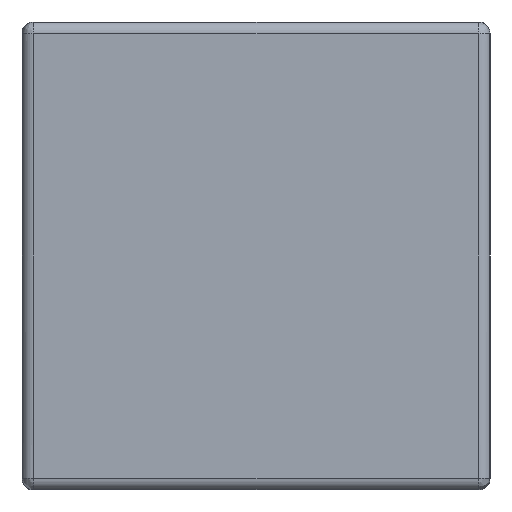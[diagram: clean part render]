
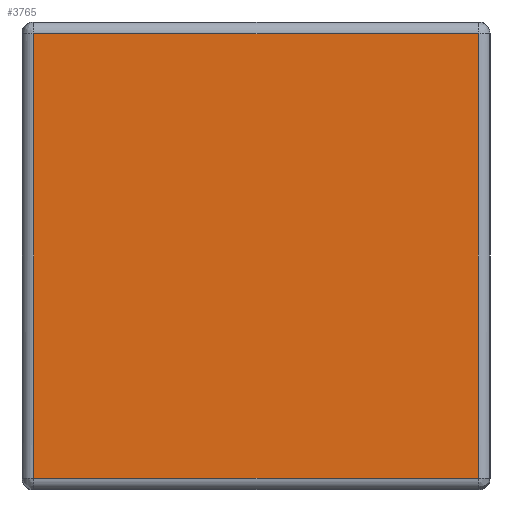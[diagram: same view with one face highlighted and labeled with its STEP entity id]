
A CAD part, left-side view. The second image highlights one B-rep face of the part: STEP entity #3765.
In plain terms, the highlighted free-form (B-spline) face has degree [1, 1] with [2, 2] control points.
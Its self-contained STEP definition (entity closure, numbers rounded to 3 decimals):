
#3765 = ADVANCED_FACE('',(#3766),#3796,.T.);
#3766 = FACE_BOUND('',#3767,.T.);
#3767 = EDGE_LOOP('',(#3768,#3777,#3784,#3791));
#3768 = ORIENTED_EDGE('',*,*,#3769,.T.);
#3769 = EDGE_CURVE('',#3770,#3772,#3774,.T.);
#3770 = VERTEX_POINT('',#3771);
#3771 = CARTESIAN_POINT('',(-0.8,-0.38,0.78));
#3772 = VERTEX_POINT('',#3773);
#3773 = CARTESIAN_POINT('',(-0.8,0.38,0.78));
#3774 = B_SPLINE_CURVE_WITH_KNOTS('',1,(#3775,#3776),.UNSPECIFIED.,.F.,
  .F.,(2,2),(-0.78,-0.02),.PIECEWISE_BEZIER_KNOTS.);
#3775 = CARTESIAN_POINT('',(-0.8,-0.38,0.78));
#3776 = CARTESIAN_POINT('',(-0.8,0.38,0.78));
#3777 = ORIENTED_EDGE('',*,*,#3778,.T.);
#3778 = EDGE_CURVE('',#3772,#3779,#3781,.T.);
#3779 = VERTEX_POINT('',#3780);
#3780 = CARTESIAN_POINT('',(-0.8,0.38,0.02));
#3781 = B_SPLINE_CURVE_WITH_KNOTS('',1,(#3782,#3783),.UNSPECIFIED.,.F.,
  .F.,(2,2),(-0.78,-0.02),.PIECEWISE_BEZIER_KNOTS.);
#3782 = CARTESIAN_POINT('',(-0.8,0.38,0.78));
#3783 = CARTESIAN_POINT('',(-0.8,0.38,0.02));
#3784 = ORIENTED_EDGE('',*,*,#3785,.T.);
#3785 = EDGE_CURVE('',#3779,#3786,#3788,.T.);
#3786 = VERTEX_POINT('',#3787);
#3787 = CARTESIAN_POINT('',(-0.8,-0.38,0.02));
#3788 = B_SPLINE_CURVE_WITH_KNOTS('',1,(#3789,#3790),.UNSPECIFIED.,.F.,
  .F.,(2,2),(-0.78,-0.02),.PIECEWISE_BEZIER_KNOTS.);
#3789 = CARTESIAN_POINT('',(-0.8,0.38,0.02));
#3790 = CARTESIAN_POINT('',(-0.8,-0.38,0.02));
#3791 = ORIENTED_EDGE('',*,*,#3792,.T.);
#3792 = EDGE_CURVE('',#3786,#3770,#3793,.T.);
#3793 = B_SPLINE_CURVE_WITH_KNOTS('',1,(#3794,#3795),.UNSPECIFIED.,.F.,
  .F.,(2,2),(-0.78,-0.02),.PIECEWISE_BEZIER_KNOTS.);
#3794 = CARTESIAN_POINT('',(-0.8,-0.38,0.02));
#3795 = CARTESIAN_POINT('',(-0.8,-0.38,0.78));
#3796 = B_SPLINE_SURFACE_WITH_KNOTS('',1,1,(
    (#3797,#3798)
    ,(#3799,#3800
    )),.UNSPECIFIED.,.F.,.F.,.F.,(2,2),(2,2),(-0.38,0.38),(-0.38,0.38),
  .PIECEWISE_BEZIER_KNOTS.);
#3797 = CARTESIAN_POINT('',(-0.8,0.38,0.78));
#3798 = CARTESIAN_POINT('',(-0.8,-0.38,0.78));
#3799 = CARTESIAN_POINT('',(-0.8,0.38,0.02));
#3800 = CARTESIAN_POINT('',(-0.8,-0.38,0.02));
